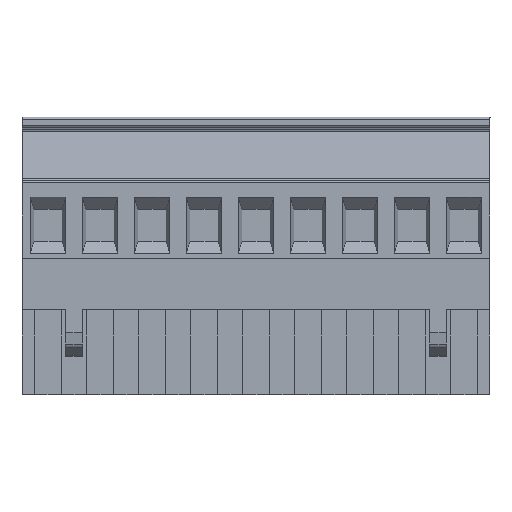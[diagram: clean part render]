
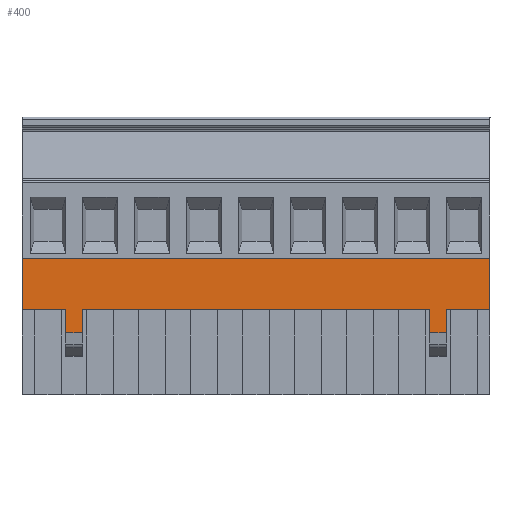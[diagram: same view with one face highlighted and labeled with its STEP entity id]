
A CAD part, top view. The second image highlights one B-rep face of the part: STEP entity #400.
In plain terms, the highlighted planar face has unit normal (0, 0, 1).
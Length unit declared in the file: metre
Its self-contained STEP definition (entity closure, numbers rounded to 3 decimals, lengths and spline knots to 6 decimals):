
#400=ADVANCED_FACE('',(#1047),#1048,.F.);
#1047=FACE_OUTER_BOUND('',#1976,.T.);
#1048=PLANE('',#1977);
#1976=EDGE_LOOP('',(#3115,#3116,#3117,#3118,#3119,#3120,#3121,#3122,#3123,#3124,#3125,#3126));
#1977=AXIS2_PLACEMENT_3D('',#3127,#3128,#3129);
#3115=ORIENTED_EDGE('',*,*,#5488,.T.);
#3116=ORIENTED_EDGE('',*,*,#5489,.T.);
#3117=ORIENTED_EDGE('',*,*,#5490,.F.);
#3118=ORIENTED_EDGE('',*,*,#5491,.T.);
#3119=ORIENTED_EDGE('',*,*,#5492,.T.);
#3120=ORIENTED_EDGE('',*,*,#5493,.F.);
#3121=ORIENTED_EDGE('',*,*,#5494,.T.);
#3122=ORIENTED_EDGE('',*,*,#5495,.T.);
#3123=ORIENTED_EDGE('',*,*,#5496,.T.);
#3124=ORIENTED_EDGE('',*,*,#5497,.T.);
#3125=ORIENTED_EDGE('',*,*,#5374,.T.);
#3126=ORIENTED_EDGE('',*,*,#5498,.F.);
#3127=CARTESIAN_POINT('',(0.127,0.,0.));
#3128=DIRECTION('',(0.,0.,-1.0));
#3129=DIRECTION('',(-1.0,0.0,0.));
#5374=EDGE_CURVE('',#6406,#6411,#6413,.T.);
#5488=EDGE_CURVE('',#6597,#6598,#6599,.T.);
#5489=EDGE_CURVE('',#6598,#6600,#6601,.T.);
#5490=EDGE_CURVE('',#6602,#6600,#6603,.T.);
#5491=EDGE_CURVE('',#6602,#6604,#6605,.T.);
#5492=EDGE_CURVE('',#6604,#6606,#6607,.T.);
#5493=EDGE_CURVE('',#6608,#6606,#6609,.T.);
#5494=EDGE_CURVE('',#6608,#6610,#6611,.T.);
#5495=EDGE_CURVE('',#6610,#6612,#6613,.T.);
#5496=EDGE_CURVE('',#6612,#6614,#6615,.T.);
#5497=EDGE_CURVE('',#6614,#6406,#6616,.T.);
#5498=EDGE_CURVE('',#6597,#6411,#6617,.T.);
#6406=VERTEX_POINT('',#7890);
#6411=VERTEX_POINT('',#7897);
#6413=LINE('',#7900,#7901);
#6597=VERTEX_POINT('',#8134);
#6598=VERTEX_POINT('',#8135);
#6599=LINE('',#8136,#8137);
#6600=VERTEX_POINT('',#8138);
#6601=LINE('',#8139,#8140);
#6602=VERTEX_POINT('',#8141);
#6603=LINE('',#8142,#8143);
#6604=VERTEX_POINT('',#8144);
#6605=LINE('',#8145,#8146);
#6606=VERTEX_POINT('',#8147);
#6607=LINE('',#8148,#8149);
#6608=VERTEX_POINT('',#8150);
#6609=LINE('',#8151,#8152);
#6610=VERTEX_POINT('',#8153);
#6611=LINE('',#8154,#8155);
#6612=VERTEX_POINT('',#8156);
#6613=LINE('',#8157,#8158);
#6614=VERTEX_POINT('',#8159);
#6615=LINE('',#8160,#8161);
#6616=LINE('',#8162,#8163);
#6617=LINE('',#8164,#8165);
#7890=CARTESIAN_POINT('',(0.00428,-0.002241,0.));
#7897=CARTESIAN_POINT('',(0.00588,-0.002241,0.));
#7900=CARTESIAN_POINT('',(0.03048,-0.002241,0.));
#7901=VECTOR('',#9739,1.0);
#8134=CARTESIAN_POINT('',(0.00588,0.,0.));
#8135=CARTESIAN_POINT('',(0.03984,0.,0.));
#8136=CARTESIAN_POINT('',(0.13208,0.,0.));
#8137=VECTOR('',#9906,1.0);
#8138=CARTESIAN_POINT('',(0.03984,-0.002241,0.));
#8139=CARTESIAN_POINT('',(0.03984,0.,0.));
#8140=VECTOR('',#9907,1.0);
#8141=CARTESIAN_POINT('',(0.04144,-0.002241,0.));
#8142=CARTESIAN_POINT('',(0.04572,-0.002241,0.));
#8143=VECTOR('',#9908,1.0);
#8144=CARTESIAN_POINT('',(0.04144,0.,0.));
#8145=CARTESIAN_POINT('',(0.04144,-0.003254,0.));
#8146=VECTOR('',#9909,1.0);
#8147=CARTESIAN_POINT('',(0.04572,0.,0.));
#8148=CARTESIAN_POINT('',(0.05588,0.,0.));
#8149=VECTOR('',#9910,1.0);
#8150=CARTESIAN_POINT('',(0.04572,0.005,0.));
#8151=CARTESIAN_POINT('',(0.04572,0.,0.));
#8152=VECTOR('',#9911,1.0);
#8153=CARTESIAN_POINT('',(0.,0.005,0.));
#8154=CARTESIAN_POINT('',(0.127002,0.005,0.));
#8155=VECTOR('',#9912,1.0);
#8156=CARTESIAN_POINT('',(0.,0.,0.));
#8157=CARTESIAN_POINT('',(0.,0.0,0.));
#8158=VECTOR('',#9913,1.0);
#8159=CARTESIAN_POINT('',(0.00428,0.,0.));
#8160=CARTESIAN_POINT('',(0.0254,0.,0.));
#8161=VECTOR('',#9914,1.0);
#8162=CARTESIAN_POINT('',(0.00428,-0.003254,0.));
#8163=VECTOR('',#9915,1.0);
#8164=CARTESIAN_POINT('',(0.00588,0.,0.));
#8165=VECTOR('',#9916,1.0);
#9739=DIRECTION('',(1.0,0.,0.));
#9906=DIRECTION('',(1.0,0.,0.));
#9907=DIRECTION('',(0.,-1.0,0.));
#9908=DIRECTION('',(-1.0,0.,0.));
#9909=DIRECTION('',(0.,1.0,0.));
#9910=DIRECTION('',(1.0,0.,0.));
#9911=DIRECTION('',(0.,-1.0,0.));
#9912=DIRECTION('',(-1.0,0.,0.));
#9913=DIRECTION('',(0.,-1.0,0.));
#9914=DIRECTION('',(1.0,0.,0.));
#9915=DIRECTION('',(0.,-1.0,0.));
#9916=DIRECTION('',(0.,-1.0,0.));
